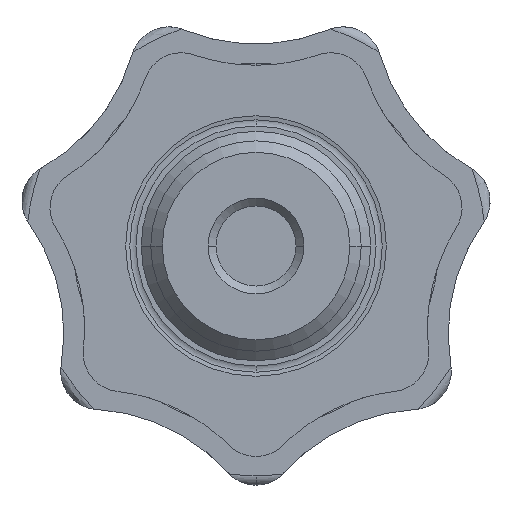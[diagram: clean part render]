
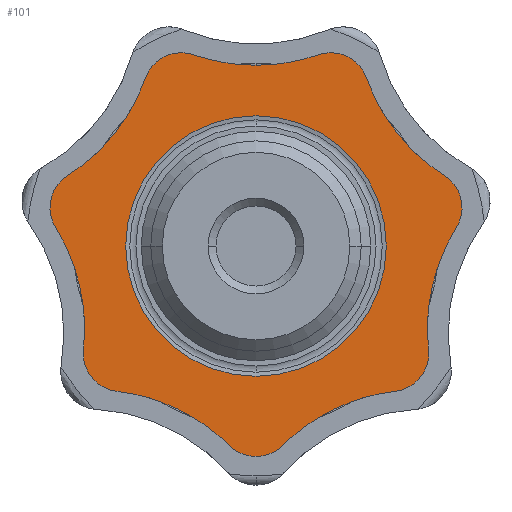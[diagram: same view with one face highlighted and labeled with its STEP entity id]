
A CAD part, front view. The second image highlights one B-rep face of the part: STEP entity #101.
In plain terms, the highlighted planar face has unit normal (0, -1, 0).
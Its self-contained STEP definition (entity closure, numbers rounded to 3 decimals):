
#101 = ADVANCED_FACE( '', ( #203, #204 ), #205, .F. );
#203 = FACE_BOUND( '', #358, .T. );
#204 = FACE_OUTER_BOUND( '', #359, .T. );
#205 = PLANE( '', #360 );
#358 = EDGE_LOOP( '', ( #662, #663 ) );
#359 = EDGE_LOOP( '', ( #664, #665, #666, #667, #668, #669, #670, #671, #672, #673, #674, #675, #676, #677, #678 ) );
#360 = AXIS2_PLACEMENT_3D( '', #679, #680, #681 );
#662 = ORIENTED_EDGE( '', *, *, #1185, .F. );
#663 = ORIENTED_EDGE( '', *, *, #1186, .F. );
#664 = ORIENTED_EDGE( '', *, *, #1178, .T. );
#665 = ORIENTED_EDGE( '', *, *, #1175, .T. );
#666 = ORIENTED_EDGE( '', *, *, #1170, .T. );
#667 = ORIENTED_EDGE( '', *, *, #1167, .T. );
#668 = ORIENTED_EDGE( '', *, *, #1164, .T. );
#669 = ORIENTED_EDGE( '', *, *, #1159, .T. );
#670 = ORIENTED_EDGE( '', *, *, #1187, .T. );
#671 = ORIENTED_EDGE( '', *, *, #1188, .T. );
#672 = ORIENTED_EDGE( '', *, *, #1189, .T. );
#673 = ORIENTED_EDGE( '', *, *, #1190, .T. );
#674 = ORIENTED_EDGE( '', *, *, #1191, .T. );
#675 = ORIENTED_EDGE( '', *, *, #1192, .T. );
#676 = ORIENTED_EDGE( '', *, *, #1193, .T. );
#677 = ORIENTED_EDGE( '', *, *, #1194, .T. );
#678 = ORIENTED_EDGE( '', *, *, #1183, .T. );
#679 = CARTESIAN_POINT( '', ( 0., 27.6, 0. ) );
#680 = DIRECTION( '', ( 0., 1., 0. ) );
#681 = DIRECTION( '', ( 0., 0., 1. ) );
#1159 = EDGE_CURVE( '', #1425, #1423, #1426, .T. );
#1164 = EDGE_CURVE( '', #1434, #1425, #1435, .T. );
#1167 = EDGE_CURVE( '', #1439, #1434, #1440, .T. );
#1170 = EDGE_CURVE( '', #1444, #1439, #1445, .T. );
#1175 = EDGE_CURVE( '', #1453, #1444, #1454, .T. );
#1178 = EDGE_CURVE( '', #1458, #1453, #1459, .T. );
#1183 = EDGE_CURVE( '', #1467, #1458, #1468, .T. );
#1185 = EDGE_CURVE( '', #1470, #1471, #1472, .T. );
#1186 = EDGE_CURVE( '', #1471, #1470, #1473, .T. );
#1187 = EDGE_CURVE( '', #1423, #1474, #1475, .T. );
#1188 = EDGE_CURVE( '', #1474, #1476, #1477, .T. );
#1189 = EDGE_CURVE( '', #1476, #1478, #1479, .T. );
#1190 = EDGE_CURVE( '', #1478, #1480, #1481, .T. );
#1191 = EDGE_CURVE( '', #1480, #1482, #1483, .T. );
#1192 = EDGE_CURVE( '', #1482, #1484, #1485, .T. );
#1193 = EDGE_CURVE( '', #1484, #1486, #1487, .T. );
#1194 = EDGE_CURVE( '', #1486, #1467, #1488, .T. );
#1423 = VERTEX_POINT( '', #1977 );
#1425 = VERTEX_POINT( '', #1980 );
#1426 = CIRCLE( '', #1981, 20. );
#1434 = VERTEX_POINT( '', #1999 );
#1435 = CIRCLE( '', #2000, 4. );
#1439 = VERTEX_POINT( '', #2005 );
#1440 = CIRCLE( '', #2006, 4. );
#1444 = VERTEX_POINT( '', #2011 );
#1445 = CIRCLE( '', #2012, 20. );
#1453 = VERTEX_POINT( '', #2030 );
#1454 = CIRCLE( '', #2031, 4. );
#1458 = VERTEX_POINT( '', #2036 );
#1459 = CIRCLE( '', #2037, 20. );
#1467 = VERTEX_POINT( '', #2055 );
#1468 = CIRCLE( '', #2056, 4. );
#1470 = VERTEX_POINT( '', #2059 );
#1471 = VERTEX_POINT( '', #2060 );
#1472 = CIRCLE( '', #2061, 13.625 );
#1473 = CIRCLE( '', #2062, 13.625 );
#1474 = VERTEX_POINT( '', #2063 );
#1475 = CIRCLE( '', #2064, 4. );
#1476 = VERTEX_POINT( '', #2065 );
#1477 = CIRCLE( '', #2066, 20. );
#1478 = VERTEX_POINT( '', #2067 );
#1479 = CIRCLE( '', #2068, 4. );
#1480 = VERTEX_POINT( '', #2069 );
#1481 = CIRCLE( '', #2070, 20. );
#1482 = VERTEX_POINT( '', #2071 );
#1483 = CIRCLE( '', #2072, 4. );
#1484 = VERTEX_POINT( '', #2073 );
#1485 = CIRCLE( '', #2074, 20. );
#1486 = VERTEX_POINT( '', #2075 );
#1487 = CIRCLE( '', #2076, 4. );
#1488 = CIRCLE( '', #2077, 20. );
#1977 = CARTESIAN_POINT( '', ( 14.541, 27.6, -15.195 ) );
#1980 = CARTESIAN_POINT( '', ( 2.814, 27.6, -20.843 ) );
#1981 = AXIS2_PLACEMENT_3D( '', #2515, #2516, #2517 );
#1999 = CARTESIAN_POINT( '', ( 0., 27.6, -22. ) );
#2000 = AXIS2_PLACEMENT_3D( '', #2525, #2526, #2527 );
#2005 = CARTESIAN_POINT( '', ( -2.814, 27.6, -20.843 ) );
#2006 = AXIS2_PLACEMENT_3D( '', #2532, #2533, #2534 );
#2011 = CARTESIAN_POINT( '', ( -14.541, 27.6, -15.195 ) );
#2012 = AXIS2_PLACEMENT_3D( '', #2539, #2540, #2541 );
#2030 = CARTESIAN_POINT( '', ( -18.05, 27.6, -10.795 ) );
#2031 = AXIS2_PLACEMENT_3D( '', #2549, #2550, #2551 );
#2036 = CARTESIAN_POINT( '', ( -20.947, 27.6, 1.895 ) );
#2037 = AXIS2_PLACEMENT_3D( '', #2556, #2557, #2558 );
#2055 = CARTESIAN_POINT( '', ( -19.694, 27.6, 7.381 ) );
#2056 = AXIS2_PLACEMENT_3D( '', #2566, #2567, #2568 );
#2059 = CARTESIAN_POINT( '', ( 0., 27.6, 13.625 ) );
#2060 = CARTESIAN_POINT( '', ( 0., 27.6, -13.625 ) );
#2061 = AXIS2_PLACEMENT_3D( '', #2570, #2571, #2572 );
#2062 = AXIS2_PLACEMENT_3D( '', #2573, #2574, #2575 );
#2063 = CARTESIAN_POINT( '', ( 18.05, 27.6, -10.795 ) );
#2064 = AXIS2_PLACEMENT_3D( '', #2576, #2577, #2578 );
#2065 = CARTESIAN_POINT( '', ( 20.947, 27.6, 1.895 ) );
#2066 = AXIS2_PLACEMENT_3D( '', #2579, #2580, #2581 );
#2067 = CARTESIAN_POINT( '', ( 19.694, 27.6, 7.381 ) );
#2068 = AXIS2_PLACEMENT_3D( '', #2582, #2583, #2584 );
#2069 = CARTESIAN_POINT( '', ( 11.579, 27.6, 17.558 ) );
#2070 = AXIS2_PLACEMENT_3D( '', #2585, #2586, #2587 );
#2071 = CARTESIAN_POINT( '', ( 6.508, 27.6, 20. ) );
#2072 = AXIS2_PLACEMENT_3D( '', #2588, #2589, #2590 );
#2073 = CARTESIAN_POINT( '', ( -6.508, 27.6, 20. ) );
#2074 = AXIS2_PLACEMENT_3D( '', #2591, #2592, #2593 );
#2075 = CARTESIAN_POINT( '', ( -11.579, 27.6, 17.558 ) );
#2076 = AXIS2_PLACEMENT_3D( '', #2594, #2595, #2596 );
#2077 = AXIS2_PLACEMENT_3D( '', #2597, #2598, #2599 );
#2515 = CARTESIAN_POINT( '', ( 16.883, 27.6, -35.058 ) );
#2516 = DIRECTION( '', ( 0., 1., 0. ) );
#2517 = DIRECTION( '', ( -0.117, 0., 0.993 ) );
#2525 = CARTESIAN_POINT( '', ( 0., 27.6, -18. ) );
#2526 = DIRECTION( '', ( 0., -1., 0. ) );
#2527 = DIRECTION( '', ( 0.703, 0., -0.711 ) );
#2532 = CARTESIAN_POINT( '', ( 0., 27.6, -18. ) );
#2533 = DIRECTION( '', ( 0., -1., 0. ) );
#2534 = DIRECTION( '', ( 0., 0., -1. ) );
#2539 = CARTESIAN_POINT( '', ( -16.883, 27.6, -35.058 ) );
#2540 = DIRECTION( '', ( 0., 1., 0. ) );
#2541 = DIRECTION( '', ( 0.703, 0., 0.711 ) );
#2549 = CARTESIAN_POINT( '', ( -14.073, 27.6, -11.223 ) );
#2550 = DIRECTION( '', ( 0., -1., 0. ) );
#2551 = DIRECTION( '', ( -0.117, 0., -0.993 ) );
#2556 = CARTESIAN_POINT( '', ( -37.936, 27.6, -8.659 ) );
#2557 = DIRECTION( '', ( 0., 1., 0. ) );
#2558 = DIRECTION( '', ( 0.994, 0., -0.107 ) );
#2566 = CARTESIAN_POINT( '', ( -17.549, 27.6, 4.005 ) );
#2567 = DIRECTION( '', ( 0., -1., 0. ) );
#2568 = DIRECTION( '', ( -0.849, 0., -0.528 ) );
#2570 = CARTESIAN_POINT( '', ( 0., 27.6, 0. ) );
#2571 = DIRECTION( '', ( 0., -1., 0. ) );
#2572 = DIRECTION( '', ( 0., 0., -1. ) );
#2573 = CARTESIAN_POINT( '', ( 0., 27.6, 0. ) );
#2574 = DIRECTION( '', ( 0., -1., 0. ) );
#2575 = DIRECTION( '', ( 0., 0., -1. ) );
#2576 = CARTESIAN_POINT( '', ( 14.073, 27.6, -11.223 ) );
#2577 = DIRECTION( '', ( 0., -1., 0. ) );
#2578 = DIRECTION( '', ( 0.994, 0., 0.107 ) );
#2579 = CARTESIAN_POINT( '', ( 37.936, 27.6, -8.659 ) );
#2580 = DIRECTION( '', ( 0., 1., 0. ) );
#2581 = DIRECTION( '', ( -0.849, 0., 0.528 ) );
#2582 = CARTESIAN_POINT( '', ( 17.549, 27.6, 4.005 ) );
#2583 = DIRECTION( '', ( 0., -1., 0. ) );
#2584 = DIRECTION( '', ( 0.536, 0., 0.844 ) );
#2585 = CARTESIAN_POINT( '', ( 30.422, 27.6, 24.261 ) );
#2586 = DIRECTION( '', ( 0., 1., 0. ) );
#2587 = DIRECTION( '', ( -0.942, 0., -0.335 ) );
#2588 = CARTESIAN_POINT( '', ( 7.81, 27.6, 16.217 ) );
#2589 = DIRECTION( '', ( 0., -1., 0. ) );
#2590 = DIRECTION( '', ( -0.325, 0., 0.946 ) );
#2591 = CARTESIAN_POINT( '', ( 0., 27.6, 38.911 ) );
#2592 = DIRECTION( '', ( 0., 1., 0. ) );
#2593 = DIRECTION( '', ( -0.325, 0., -0.946 ) );
#2594 = CARTESIAN_POINT( '', ( -7.81, 27.6, 16.217 ) );
#2595 = DIRECTION( '', ( 0., -1., 0. ) );
#2596 = DIRECTION( '', ( -0.942, 0., 0.335 ) );
#2597 = CARTESIAN_POINT( '', ( -30.422, 27.6, 24.261 ) );
#2598 = DIRECTION( '', ( 0., 1., 0. ) );
#2599 = DIRECTION( '', ( 0.536, 0., -0.844 ) );
